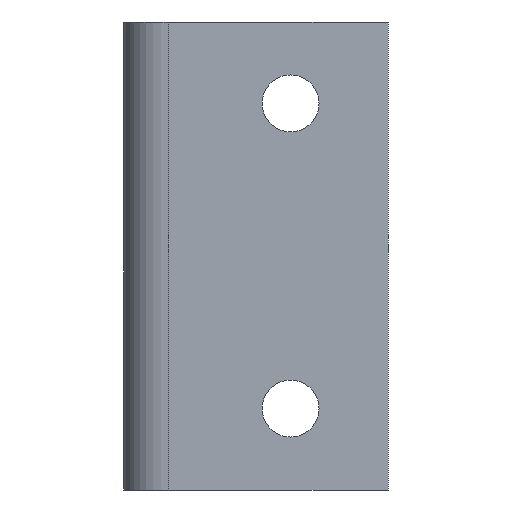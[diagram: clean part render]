
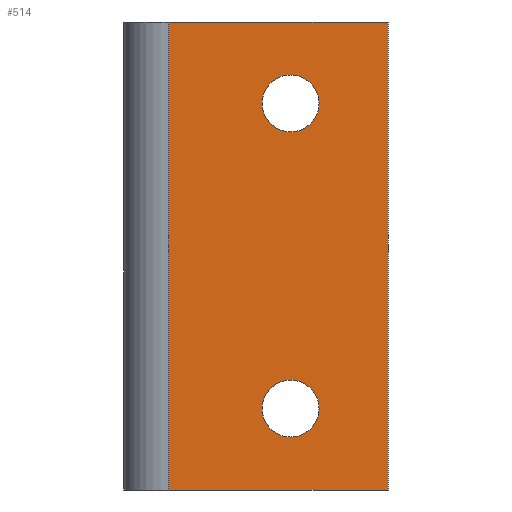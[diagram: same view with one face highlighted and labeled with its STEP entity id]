
A CAD part, front view. The second image highlights one B-rep face of the part: STEP entity #514.
In plain terms, the highlighted planar face has unit normal (0, -1, 0).
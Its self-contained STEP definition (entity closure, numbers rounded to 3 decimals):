
#6 = VECTOR ( 'NONE', #585, 1000. ) ;
#22 = DIRECTION ( 'NONE',  ( 0., 0., -1. ) ) ;
#36 = EDGE_LOOP ( 'NONE', ( #632, #721, #319, #748 ) ) ;
#39 = AXIS2_PLACEMENT_3D ( 'NONE', #592, #526, #582 ) ;
#52 = PLANE ( 'NONE',  #122 ) ;
#58 = VERTEX_POINT ( 'NONE', #235 ) ;
#70 = VERTEX_POINT ( 'NONE', #339 ) ;
#81 = CARTESIAN_POINT ( 'NONE',  ( 41., 0., 44.5 ) ) ;
#89 = CARTESIAN_POINT ( 'NONE',  ( 65., 0., 57.5 ) ) ;
#93 = EDGE_CURVE ( 'NONE', #420, #70, #401, .T. ) ;
#96 = EDGE_LOOP ( 'NONE', ( #144, #547 ) ) ;
#119 = DIRECTION ( 'NONE',  ( 0., 0., 1. ) ) ;
#121 = DIRECTION ( 'NONE',  ( 0., 1., 0. ) ) ;
#122 = AXIS2_PLACEMENT_3D ( 'NONE', #636, #340, #415 ) ;
#129 = DIRECTION ( 'NONE',  ( 0., 0., 1. ) ) ;
#144 = ORIENTED_EDGE ( 'NONE', *, *, #635, .T. ) ;
#157 = CIRCLE ( 'NONE', #252, 7. ) ;
#161 = EDGE_CURVE ( 'NONE', #58, #678, #412, .T. ) ;
#166 = CARTESIAN_POINT ( 'NONE',  ( 11., 0., 57.5 ) ) ;
#180 = AXIS2_PLACEMENT_3D ( 'NONE', #365, #536, #119 ) ;
#184 = VECTOR ( 'NONE', #408, 1000. ) ;
#193 = VERTEX_POINT ( 'NONE', #487 ) ;
#235 = CARTESIAN_POINT ( 'NONE',  ( 41., 0., -44.5 ) ) ;
#240 = CIRCLE ( 'NONE', #39, 7. ) ;
#241 = FACE_OUTER_BOUND ( 'NONE', #36, .T. ) ;
#248 = CIRCLE ( 'NONE', #688, 7. ) ;
#250 = ORIENTED_EDGE ( 'NONE', *, *, #161, .T. ) ;
#252 = AXIS2_PLACEMENT_3D ( 'NONE', #327, #448, #558 ) ;
#261 = FACE_BOUND ( 'NONE', #96, .T. ) ;
#269 = EDGE_CURVE ( 'NONE', #70, #193, #742, .T. ) ;
#273 = VERTEX_POINT ( 'NONE', #322 ) ;
#285 = CARTESIAN_POINT ( 'NONE',  ( 41., 0., 30.5 ) ) ;
#290 = CARTESIAN_POINT ( 'NONE',  ( 0., 0., -57.5 ) ) ;
#296 = EDGE_CURVE ( 'NONE', #678, #58, #157, .T. ) ;
#306 = LINE ( 'NONE', #565, #735 ) ;
#311 = VERTEX_POINT ( 'NONE', #81 ) ;
#319 = ORIENTED_EDGE ( 'NONE', *, *, #93, .F. ) ;
#322 = CARTESIAN_POINT ( 'NONE',  ( 11., 0., -57.5 ) ) ;
#327 = CARTESIAN_POINT ( 'NONE',  ( 41., 0., -37.5 ) ) ;
#339 = CARTESIAN_POINT ( 'NONE',  ( 65., 0., 57.5 ) ) ;
#340 = DIRECTION ( 'NONE',  ( 0., 1., 0. ) ) ;
#358 = EDGE_CURVE ( 'NONE', #420, #273, #306, .T. ) ;
#365 = CARTESIAN_POINT ( 'NONE',  ( 41., 0., -37.5 ) ) ;
#401 = LINE ( 'NONE', #701, #6 ) ;
#408 = DIRECTION ( 'NONE',  ( 1., 0., 0. ) ) ;
#412 = CIRCLE ( 'NONE', #180, 7. ) ;
#415 = DIRECTION ( 'NONE',  ( 0., 0., 1. ) ) ;
#420 = VERTEX_POINT ( 'NONE', #166 ) ;
#430 = CARTESIAN_POINT ( 'NONE',  ( 41., 0., 37.5 ) ) ;
#445 = VERTEX_POINT ( 'NONE', #285 ) ;
#448 = DIRECTION ( 'NONE',  ( 0., 1., 0. ) ) ;
#454 = FACE_BOUND ( 'NONE', #704, .T. ) ;
#487 = CARTESIAN_POINT ( 'NONE',  ( 65., 0., -57.5 ) ) ;
#514 = ADVANCED_FACE ( 'NONE', ( #454, #261, #241 ), #52, .F. ) ;
#515 = EDGE_CURVE ( 'NONE', #445, #311, #240, .T. ) ;
#526 = DIRECTION ( 'NONE',  ( 0., 1., 0. ) ) ;
#532 = LINE ( 'NONE', #290, #184 ) ;
#536 = DIRECTION ( 'NONE',  ( 0., 1., 0. ) ) ;
#547 = ORIENTED_EDGE ( 'NONE', *, *, #515, .T. ) ;
#558 = DIRECTION ( 'NONE',  ( 0., 0., 1. ) ) ;
#559 = EDGE_CURVE ( 'NONE', #273, #193, #532, .T. ) ;
#565 = CARTESIAN_POINT ( 'NONE',  ( 11., 0., 57.5 ) ) ;
#572 = DIRECTION ( 'NONE',  ( 0., 0., -1. ) ) ;
#582 = DIRECTION ( 'NONE',  ( 0., 0., 1. ) ) ;
#585 = DIRECTION ( 'NONE',  ( 1., 0., 0. ) ) ;
#592 = CARTESIAN_POINT ( 'NONE',  ( 41., 0., 37.5 ) ) ;
#603 = ORIENTED_EDGE ( 'NONE', *, *, #296, .T. ) ;
#626 = VECTOR ( 'NONE', #22, 1000. ) ;
#632 = ORIENTED_EDGE ( 'NONE', *, *, #559, .T. ) ;
#635 = EDGE_CURVE ( 'NONE', #311, #445, #248, .T. ) ;
#636 = CARTESIAN_POINT ( 'NONE',  ( 0., 0., 57.5 ) ) ;
#655 = CARTESIAN_POINT ( 'NONE',  ( 41., 0., -30.5 ) ) ;
#678 = VERTEX_POINT ( 'NONE', #655 ) ;
#688 = AXIS2_PLACEMENT_3D ( 'NONE', #430, #121, #129 ) ;
#701 = CARTESIAN_POINT ( 'NONE',  ( 0., 0., 57.5 ) ) ;
#704 = EDGE_LOOP ( 'NONE', ( #603, #250 ) ) ;
#721 = ORIENTED_EDGE ( 'NONE', *, *, #269, .F. ) ;
#735 = VECTOR ( 'NONE', #572, 1000. ) ;
#742 = LINE ( 'NONE', #89, #626 ) ;
#748 = ORIENTED_EDGE ( 'NONE', *, *, #358, .T. ) ;
